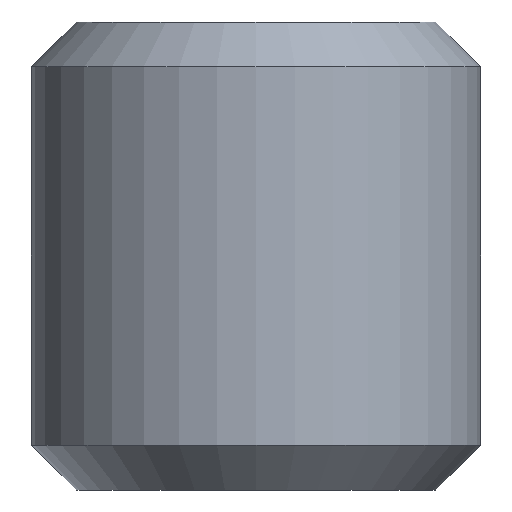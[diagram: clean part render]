
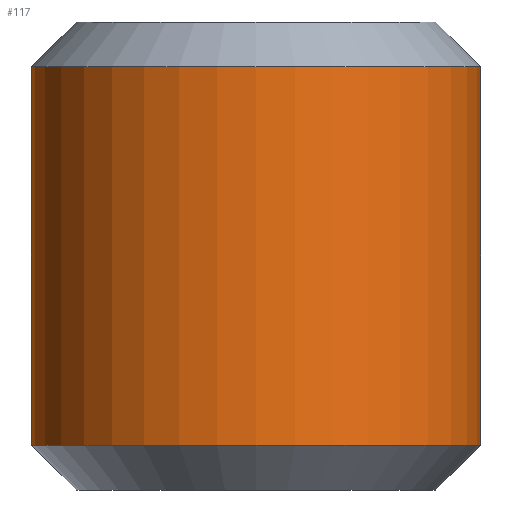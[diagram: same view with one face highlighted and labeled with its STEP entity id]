
A CAD part, front view. The second image highlights one B-rep face of the part: STEP entity #117.
In plain terms, the highlighted cylindrical face has radius 3 mm (diameter 6 mm), a full revolution.
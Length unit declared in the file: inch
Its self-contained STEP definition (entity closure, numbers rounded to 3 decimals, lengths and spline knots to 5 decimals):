
#21=FACE_OUTER_BOUND('',#27,.T.);
#27=EDGE_LOOP('',(#83,#84,#85,#86,#87,#88));
#35=LINE('',#209,#39);
#39=VECTOR('',#167,0.11811);
#43=CIRCLE('',#144,0.11811);
#44=CIRCLE('',#145,0.11811);
#45=CIRCLE('',#146,0.11811);
#46=CIRCLE('',#147,0.11811);
#55=VERTEX_POINT('',#205);
#56=VERTEX_POINT('',#206);
#57=VERTEX_POINT('',#208);
#58=VERTEX_POINT('',#210);
#67=EDGE_CURVE('',#55,#56,#43,.T.);
#68=EDGE_CURVE('',#56,#57,#35,.T.);
#69=EDGE_CURVE('',#57,#58,#44,.T.);
#70=EDGE_CURVE('',#58,#57,#45,.T.);
#71=EDGE_CURVE('',#56,#55,#46,.T.);
#83=ORIENTED_EDGE('',*,*,#67,.T.);
#84=ORIENTED_EDGE('',*,*,#68,.T.);
#85=ORIENTED_EDGE('',*,*,#69,.T.);
#86=ORIENTED_EDGE('',*,*,#70,.T.);
#87=ORIENTED_EDGE('',*,*,#68,.F.);
#88=ORIENTED_EDGE('',*,*,#71,.T.);
#115=CYLINDRICAL_SURFACE('',#143,0.11811);
#117=ADVANCED_FACE('',(#21),#115,.T.);
#143=AXIS2_PLACEMENT_3D('',#204,#163,#164);
#144=AXIS2_PLACEMENT_3D('',#207,#165,#166);
#145=AXIS2_PLACEMENT_3D('',#211,#168,#169);
#146=AXIS2_PLACEMENT_3D('',#212,#170,#171);
#147=AXIS2_PLACEMENT_3D('',#213,#172,#173);
#163=DIRECTION('center_axis',(0.,0.,1.));
#164=DIRECTION('ref_axis',(1.,0.,0.));
#165=DIRECTION('center_axis',(0.,0.,-1.));
#166=DIRECTION('ref_axis',(1.,0.,0.));
#167=DIRECTION('',(0.,0.,-1.));
#168=DIRECTION('center_axis',(0.,0.,1.));
#169=DIRECTION('ref_axis',(1.,0.,0.));
#170=DIRECTION('center_axis',(0.,0.,1.));
#171=DIRECTION('ref_axis',(1.,0.,0.));
#172=DIRECTION('center_axis',(0.,0.,-1.));
#173=DIRECTION('ref_axis',(1.,0.,0.));
#204=CARTESIAN_POINT('Origin',(0.,0.,-0.12303));
#205=CARTESIAN_POINT('',(0.11811,0.,0.09941));
#206=CARTESIAN_POINT('',(-0.11811,0.,0.09941));
#207=CARTESIAN_POINT('Origin',(0.,0.,0.09941));
#208=CARTESIAN_POINT('',(-0.11811,0.,-0.09941));
#209=CARTESIAN_POINT('',(-0.11811,0.,-0.12303));
#210=CARTESIAN_POINT('',(0.11811,0.,-0.09941));
#211=CARTESIAN_POINT('Origin',(0.,0.,-0.09941));
#212=CARTESIAN_POINT('Origin',(0.,0.,-0.09941));
#213=CARTESIAN_POINT('Origin',(0.,0.,0.09941));
